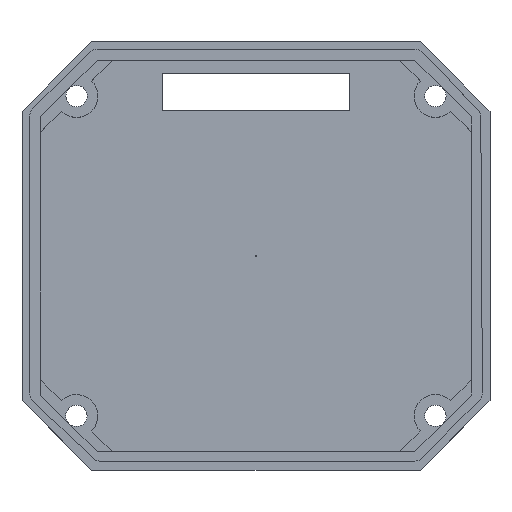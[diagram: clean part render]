
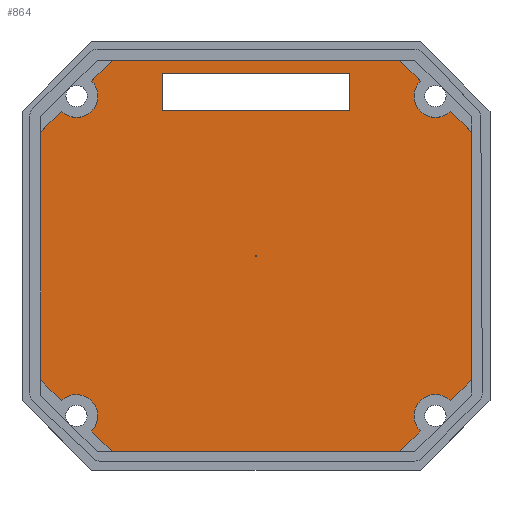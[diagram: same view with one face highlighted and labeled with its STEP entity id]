
A CAD part, top view. The second image highlights one B-rep face of the part: STEP entity #864.
In plain terms, the highlighted planar face has unit normal (0, 0, 1).
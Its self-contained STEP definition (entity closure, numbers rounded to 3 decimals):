
#107=CARTESIAN_POINT('',(13.067,-41.711,2.032));
#108=VERTEX_POINT('',#107);
#115=CARTESIAN_POINT('',(-18.411,-41.711,2.032));
#116=VERTEX_POINT('',#115);
#117=CARTESIAN_POINT('',(-18.411,-41.711,2.032));
#118=DIRECTION('',(1.0,0.0,0.0));
#119=VECTOR('',#118,31.478);
#120=LINE('',#117,#119);
#121=EDGE_CURVE('',#116,#108,#120,.T.);
#179=CARTESIAN_POINT('',(-26.27,-33.816,2.032));
#180=VERTEX_POINT('',#179);
#187=CARTESIAN_POINT('',(-26.27,-6.669,2.032));
#188=VERTEX_POINT('',#187);
#189=CARTESIAN_POINT('',(-26.27,-6.669,2.032));
#190=DIRECTION('',(0.0,-1.0,0.0));
#191=VECTOR('',#190,27.147);
#192=LINE('',#189,#191);
#193=EDGE_CURVE('',#188,#180,#192,.T.);
#251=CARTESIAN_POINT('',(-18.375,1.225,2.032));
#252=VERTEX_POINT('',#251);
#259=CARTESIAN_POINT('',(13.068,1.225,2.032));
#260=VERTEX_POINT('',#259);
#261=CARTESIAN_POINT('',(13.068,1.225,2.032));
#262=DIRECTION('',(-1.0,0.0,0.0));
#263=VECTOR('',#262,31.443);
#264=LINE('',#261,#263);
#265=EDGE_CURVE('',#260,#252,#264,.T.);
#323=CARTESIAN_POINT('',(20.961,-6.669,2.032));
#324=VERTEX_POINT('',#323);
#331=CARTESIAN_POINT('',(20.96,-33.816,2.032));
#332=VERTEX_POINT('',#331);
#333=CARTESIAN_POINT('',(20.96,-33.816,2.032));
#334=DIRECTION('',(0.,1.,0.0));
#335=VECTOR('',#334,27.147);
#336=LINE('',#333,#335);
#337=EDGE_CURVE('',#332,#324,#336,.T.);
#716=CARTESIAN_POINT('',(-28.302,-43.743,2.032));
#717=DIRECTION('',(0.0,0.0,1.0));
#718=DIRECTION('',(1.0,0.0,0.0));
#719=AXIS2_PLACEMENT_3D('',#716,#717,#718);
#720=PLANE('',#719);
#721=CARTESIAN_POINT('',(-20.689,-39.422,2.032));
#722=VERTEX_POINT('',#721);
#723=CARTESIAN_POINT('',(-23.991,-36.105,2.032));
#724=VERTEX_POINT('',#723);
#725=CARTESIAN_POINT('',(-22.34,-37.763,2.032));
#726=DIRECTION('',(0.0,0.0,1.0));
#727=DIRECTION('',(1.0,0.0,0.0));
#728=AXIS2_PLACEMENT_3D('',#725,#726,#727);
#729=CIRCLE('',#728,2.34);
#730=EDGE_CURVE('',#722,#724,#729,.T.);
#731=ORIENTED_EDGE('',*,*,#730,.F.);
#732=CARTESIAN_POINT('',(-18.411,-41.711,2.032));
#733=DIRECTION('',(-0.705,0.709,0.0));
#734=VECTOR('',#733,3.23);
#735=LINE('',#732,#734);
#736=EDGE_CURVE('',#116,#722,#735,.T.);
#737=ORIENTED_EDGE('',*,*,#736,.F.);
#738=ORIENTED_EDGE('',*,*,#121,.T.);
#739=CARTESIAN_POINT('',(15.359,-39.418,2.032));
#740=VERTEX_POINT('',#739);
#741=CARTESIAN_POINT('',(15.359,-39.418,2.032));
#742=DIRECTION('',(-0.707,-0.707,0.0));
#743=VECTOR('',#742,3.242);
#744=LINE('',#741,#743);
#745=EDGE_CURVE('',#740,#108,#744,.T.);
#746=ORIENTED_EDGE('',*,*,#745,.F.);
#747=CARTESIAN_POINT('',(18.668,-36.108,2.032));
#748=VERTEX_POINT('',#747);
#749=CARTESIAN_POINT('',(17.014,-37.763,2.032));
#750=DIRECTION('',(0.0,0.0,1.0));
#751=DIRECTION('',(1.0,0.0,0.0));
#752=AXIS2_PLACEMENT_3D('',#749,#750,#751);
#753=CIRCLE('',#752,2.34);
#754=EDGE_CURVE('',#748,#740,#753,.T.);
#755=ORIENTED_EDGE('',*,*,#754,.F.);
#756=CARTESIAN_POINT('',(20.96,-33.816,2.032));
#757=DIRECTION('',(-0.707,-0.707,0.0));
#758=VECTOR('',#757,3.242);
#759=LINE('',#756,#758);
#760=EDGE_CURVE('',#332,#748,#759,.T.);
#761=ORIENTED_EDGE('',*,*,#760,.F.);
#762=ORIENTED_EDGE('',*,*,#337,.T.);
#763=CARTESIAN_POINT('',(18.669,-4.376,2.032));
#764=VERTEX_POINT('',#763);
#765=CARTESIAN_POINT('',(18.669,-4.376,2.032));
#766=DIRECTION('',(0.707,-0.707,0.0));
#767=VECTOR('',#766,3.242);
#768=LINE('',#765,#767);
#769=EDGE_CURVE('',#764,#324,#768,.T.);
#770=ORIENTED_EDGE('',*,*,#769,.F.);
#771=CARTESIAN_POINT('',(15.36,-1.067,2.032));
#772=VERTEX_POINT('',#771);
#773=CARTESIAN_POINT('',(17.014,-2.722,2.032));
#774=DIRECTION('',(0.0,0.0,1.0));
#775=DIRECTION('',(1.0,0.0,0.0));
#776=AXIS2_PLACEMENT_3D('',#773,#774,#775);
#777=CIRCLE('',#776,2.34);
#778=EDGE_CURVE('',#772,#764,#777,.T.);
#779=ORIENTED_EDGE('',*,*,#778,.F.);
#780=CARTESIAN_POINT('',(13.068,1.225,2.032));
#781=DIRECTION('',(0.707,-0.707,0.0));
#782=VECTOR('',#781,3.242);
#783=LINE('',#780,#782);
#784=EDGE_CURVE('',#260,#772,#783,.T.);
#785=ORIENTED_EDGE('',*,*,#784,.F.);
#786=ORIENTED_EDGE('',*,*,#265,.T.);
#787=CARTESIAN_POINT('',(-20.668,-1.067,2.032));
#788=VERTEX_POINT('',#787);
#789=CARTESIAN_POINT('',(-20.668,-1.067,2.032));
#790=DIRECTION('',(0.707,0.707,0.0));
#791=VECTOR('',#790,3.242);
#792=LINE('',#789,#791);
#793=EDGE_CURVE('',#788,#252,#792,.T.);
#794=ORIENTED_EDGE('',*,*,#793,.F.);
#795=CARTESIAN_POINT('',(-23.977,-4.376,2.032));
#796=VERTEX_POINT('',#795);
#797=CARTESIAN_POINT('',(-22.322,-2.722,2.032));
#798=DIRECTION('',(0.0,0.0,1.0));
#799=DIRECTION('',(1.0,0.0,0.0));
#800=AXIS2_PLACEMENT_3D('',#797,#798,#799);
#801=CIRCLE('',#800,2.34);
#802=EDGE_CURVE('',#796,#788,#801,.T.);
#803=ORIENTED_EDGE('',*,*,#802,.F.);
#804=CARTESIAN_POINT('',(-26.27,-6.669,2.032));
#805=DIRECTION('',(0.707,0.707,0.0));
#806=VECTOR('',#805,3.242);
#807=LINE('',#804,#806);
#808=EDGE_CURVE('',#188,#796,#807,.T.);
#809=ORIENTED_EDGE('',*,*,#808,.F.);
#810=ORIENTED_EDGE('',*,*,#193,.T.);
#811=CARTESIAN_POINT('',(-23.991,-36.105,2.032));
#812=DIRECTION('',(-0.705,0.709,0.0));
#813=VECTOR('',#812,3.23);
#814=LINE('',#811,#813);
#815=EDGE_CURVE('',#724,#180,#814,.T.);
#816=ORIENTED_EDGE('',*,*,#815,.F.);
#817=EDGE_LOOP('',(#731,#737,#738,#746,#755,#761,#762,#770,#779,#785,#786,#794,#803,#809,#810,#816));
#818=FACE_OUTER_BOUND('',#817,.T.);
#819=CARTESIAN_POINT('',(7.604,-4.251,2.032));
#820=VERTEX_POINT('',#819);
#821=CARTESIAN_POINT('',(7.604,-0.235,2.032));
#822=VERTEX_POINT('',#821);
#823=CARTESIAN_POINT('',(7.604,-4.251,2.032));
#824=DIRECTION('',(0.0,1.0,0.0));
#825=VECTOR('',#824,4.016);
#826=LINE('',#823,#825);
#827=EDGE_CURVE('',#820,#822,#826,.T.);
#828=ORIENTED_EDGE('',*,*,#827,.F.);
#829=CARTESIAN_POINT('',(-12.912,-4.251,2.032));
#830=VERTEX_POINT('',#829);
#831=CARTESIAN_POINT('',(-12.912,-4.251,2.032));
#832=DIRECTION('',(1.0,0.0,0.0));
#833=VECTOR('',#832,20.516);
#834=LINE('',#831,#833);
#835=EDGE_CURVE('',#830,#820,#834,.T.);
#836=ORIENTED_EDGE('',*,*,#835,.F.);
#837=CARTESIAN_POINT('',(-12.912,-0.235,2.032));
#838=VERTEX_POINT('',#837);
#839=CARTESIAN_POINT('',(-12.912,-0.235,2.032));
#840=DIRECTION('',(0.0,-1.0,0.0));
#841=VECTOR('',#840,4.016);
#842=LINE('',#839,#841);
#843=EDGE_CURVE('',#838,#830,#842,.T.);
#844=ORIENTED_EDGE('',*,*,#843,.F.);
#845=CARTESIAN_POINT('',(7.604,-0.235,2.032));
#846=DIRECTION('',(-1.0,0.0,0.0));
#847=VECTOR('',#846,20.516);
#848=LINE('',#845,#847);
#849=EDGE_CURVE('',#822,#838,#848,.T.);
#850=ORIENTED_EDGE('',*,*,#849,.F.);
#851=EDGE_LOOP('',(#828,#836,#844,#850));
#852=FACE_BOUND('',#851,.T.);
#853=CARTESIAN_POINT('',(-2.554,-20.243,2.032));
#854=VERTEX_POINT('',#853);
#855=CARTESIAN_POINT('',(-2.654,-20.243,2.032));
#856=DIRECTION('',(0.0,0.0,1.0));
#857=DIRECTION('',(1.0,0.0,0.0));
#858=AXIS2_PLACEMENT_3D('',#855,#856,#857);
#859=CIRCLE('',#858,0.1);
#860=EDGE_CURVE('',#854,#854,#859,.T.);
#861=ORIENTED_EDGE('',*,*,#860,.F.);
#862=EDGE_LOOP('',(#861));
#863=FACE_BOUND('',#862,.T.);
#864=ADVANCED_FACE('',(#818,#852,#863),#720,.T.);
